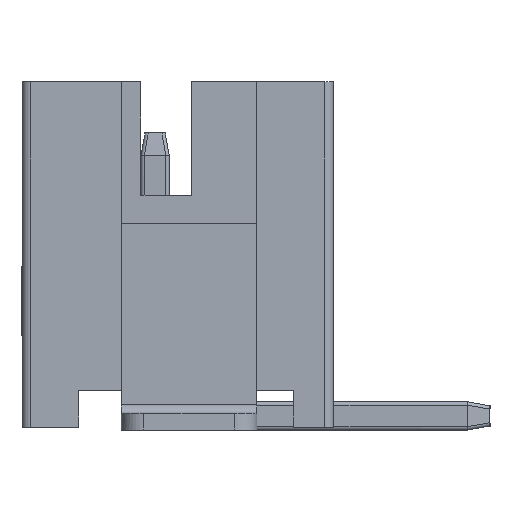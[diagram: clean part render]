
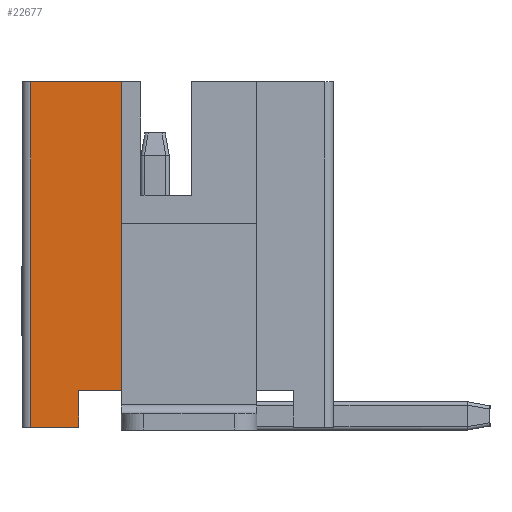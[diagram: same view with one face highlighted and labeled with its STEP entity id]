
A CAD part, left-side view. The second image highlights one B-rep face of the part: STEP entity #22677.
In plain terms, the highlighted planar face has unit normal (-1, 0, 0).
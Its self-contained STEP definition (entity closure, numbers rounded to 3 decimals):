
#1357 = DIRECTION ( 'NONE',  ( 0., -1., 0. ) ) ;
#1635 = EDGE_CURVE ( 'NONE', #9377, #16051, #24195, .T. ) ;
#2385 = EDGE_CURVE ( 'NONE', #18324, #3482, #15257, .T. ) ;
#2539 = DIRECTION ( 'NONE',  ( 0., 1., 0. ) ) ;
#2691 = DIRECTION ( 'NONE',  ( 0., -1., 0. ) ) ;
#3148 = CARTESIAN_POINT ( 'NONE',  ( -3., 1.35, 0.7 ) ) ;
#3382 = EDGE_CURVE ( 'NONE', #10219, #3482, #26007, .T. ) ;
#3482 = VERTEX_POINT ( 'NONE', #25399 ) ;
#3537 = LINE ( 'NONE', #6043, #13770 ) ;
#3837 = VECTOR ( 'NONE', #20534, 1000. ) ;
#4922 = LINE ( 'NONE', #20391, #3837 ) ;
#5419 = EDGE_CURVE ( 'NONE', #9941, #16051, #4922, .T. ) ;
#6043 = CARTESIAN_POINT ( 'NONE',  ( -3., 2.2, 6.15 ) ) ;
#7074 = CARTESIAN_POINT ( 'NONE',  ( -3., 0.6, 0.7 ) ) ;
#7229 = VECTOR ( 'NONE', #10607, 1000. ) ;
#7486 = AXIS2_PLACEMENT_3D ( 'NONE', #24895, #24621, #2539 ) ;
#7731 = CARTESIAN_POINT ( 'NONE',  ( -3., 2.2, 0.05 ) ) ;
#8235 = ORIENTED_EDGE ( 'NONE', *, *, #1635, .F. ) ;
#9012 = EDGE_CURVE ( 'NONE', #9377, #18324, #3537, .T. ) ;
#9377 = VERTEX_POINT ( 'NONE', #14633 ) ;
#9941 = VERTEX_POINT ( 'NONE', #7074 ) ;
#10219 = VERTEX_POINT ( 'NONE', #24950 ) ;
#10607 = DIRECTION ( 'NONE',  ( 0., 0., -1. ) ) ;
#10642 = EDGE_LOOP ( 'NONE', ( #8235, #27814, #15752, #26176, #22656, #28377 ) ) ;
#11245 = FACE_OUTER_BOUND ( 'NONE', #10642, .T. ) ;
#12440 = LINE ( 'NONE', #3148, #15196 ) ;
#12593 = EDGE_CURVE ( 'NONE', #10219, #9941, #12440, .T. ) ;
#13034 = CARTESIAN_POINT ( 'NONE',  ( -3., 2.35, 6.15 ) ) ;
#13607 = CARTESIAN_POINT ( 'NONE',  ( -3., 2.35, 0.05 ) ) ;
#13770 = VECTOR ( 'NONE', #25724, 1000. ) ;
#14633 = CARTESIAN_POINT ( 'NONE',  ( -3., 2.2, 6.15 ) ) ;
#15196 = VECTOR ( 'NONE', #1357, 1000. ) ;
#15257 = LINE ( 'NONE', #13607, #24994 ) ;
#15752 = ORIENTED_EDGE ( 'NONE', *, *, #2385, .T. ) ;
#16051 = VERTEX_POINT ( 'NONE', #29022 ) ;
#17432 = VECTOR ( 'NONE', #19209, 1000. ) ;
#18324 = VERTEX_POINT ( 'NONE', #7731 ) ;
#19209 = DIRECTION ( 'NONE',  ( 0., -1., 0. ) ) ;
#20391 = CARTESIAN_POINT ( 'NONE',  ( -3., 0.6, 1.15 ) ) ;
#20534 = DIRECTION ( 'NONE',  ( 0., 0., 1. ) ) ;
#22656 = ORIENTED_EDGE ( 'NONE', *, *, #12593, .T. ) ;
#22677 = ADVANCED_FACE ( 'NONE', ( #11245 ), #24748, .F. ) ;
#23980 = CARTESIAN_POINT ( 'NONE',  ( -3., 1.35, 0.7 ) ) ;
#24195 = LINE ( 'NONE', #13034, #17432 ) ;
#24621 = DIRECTION ( 'NONE',  ( 1., 0., 0. ) ) ;
#24748 = PLANE ( 'NONE',  #7486 ) ;
#24895 = CARTESIAN_POINT ( 'NONE',  ( -3., 2.35, 6.15 ) ) ;
#24950 = CARTESIAN_POINT ( 'NONE',  ( -3., 1.35, 0.7 ) ) ;
#24994 = VECTOR ( 'NONE', #2691, 1000. ) ;
#25399 = CARTESIAN_POINT ( 'NONE',  ( -3., 1.35, 0.05 ) ) ;
#25724 = DIRECTION ( 'NONE',  ( 0., 0., -1. ) ) ;
#26007 = LINE ( 'NONE', #23980, #7229 ) ;
#26176 = ORIENTED_EDGE ( 'NONE', *, *, #3382, .F. ) ;
#27814 = ORIENTED_EDGE ( 'NONE', *, *, #9012, .T. ) ;
#28377 = ORIENTED_EDGE ( 'NONE', *, *, #5419, .T. ) ;
#29022 = CARTESIAN_POINT ( 'NONE',  ( -3., 0.6, 6.15 ) ) ;
